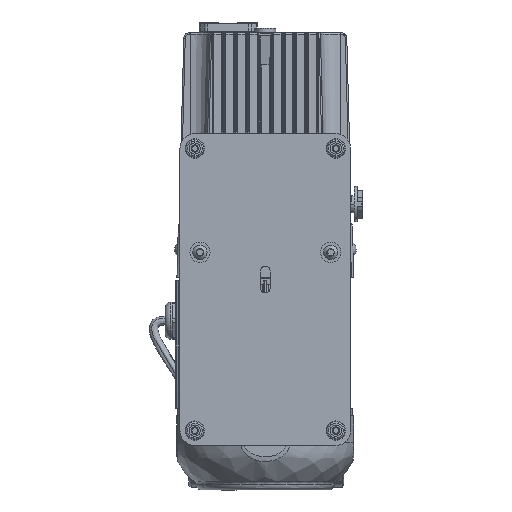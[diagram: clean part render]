
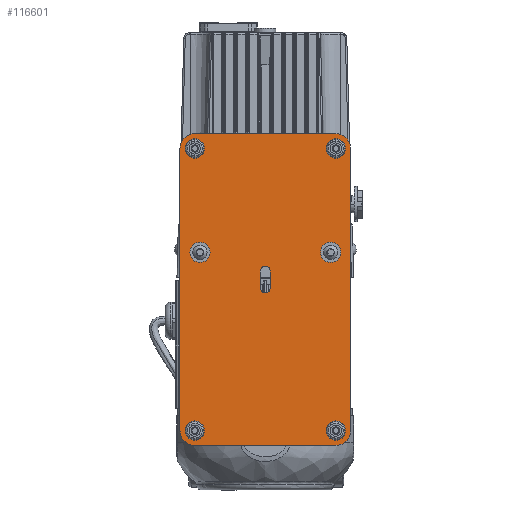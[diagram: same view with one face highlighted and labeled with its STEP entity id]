
A CAD part, front view. The second image highlights one B-rep face of the part: STEP entity #116601.
In plain terms, the highlighted planar face has unit normal (0, -1, 0).
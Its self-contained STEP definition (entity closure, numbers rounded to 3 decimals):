
#115739=CARTESIAN_POINT('',(50.8,-67.,-32.5));
#115740=VERTEX_POINT('',#115739);
#115741=CARTESIAN_POINT('',(44.0,-67.0,-32.5));
#115742=DIRECTION('',(0.0,1.0,0.0));
#115743=DIRECTION('',(1.0,0.0,0.0));
#115744=AXIS2_PLACEMENT_3D('',#115741,#115742,#115743);
#115745=CIRCLE('',#115744,6.8);
#115746=EDGE_CURVE('',#115740,#115740,#115745,.T.);
#116083=CARTESIAN_POINT('',(-37.2,-67.,-32.5));
#116084=VERTEX_POINT('',#116083);
#116085=CARTESIAN_POINT('',(-44.0,-67.0,-32.5));
#116086=DIRECTION('',(0.0,1.0,0.0));
#116087=DIRECTION('',(1.0,0.0,0.0));
#116088=AXIS2_PLACEMENT_3D('',#116085,#116086,#116087);
#116089=CIRCLE('',#116088,6.8);
#116090=EDGE_CURVE('',#116084,#116084,#116089,.T.);
#116284=CARTESIAN_POINT('',(47.5,-67.,-146.0));
#116285=VERTEX_POINT('',#116284);
#116286=CARTESIAN_POINT('',(47.5,-67.0,-152.5));
#116287=DIRECTION('',(0.0,1.0,0.0));
#116288=DIRECTION('',(0.0,0.0,1.0));
#116289=AXIS2_PLACEMENT_3D('',#116286,#116287,#116288);
#116290=CIRCLE('',#116289,6.5);
#116291=EDGE_CURVE('',#116285,#116285,#116290,.T.);
#116448=CARTESIAN_POINT('',(0.,-67.0,-57.5));
#116449=DIRECTION('',(0.0,1.0,0.0));
#116450=DIRECTION('',(-1.0,0.0,0.0));
#116451=AXIS2_PLACEMENT_3D('',#116448,#116449,#116450);
#116452=PLANE('',#116451);
#116453=CARTESIAN_POINT('',(57.5,-67.0,-152.5));
#116454=VERTEX_POINT('',#116453);
#116455=CARTESIAN_POINT('',(47.5,-67.0,-162.5));
#116456=VERTEX_POINT('',#116455);
#116457=CARTESIAN_POINT('',(47.5,-67.0,-152.5));
#116458=DIRECTION('',(0.0,1.0,0.0));
#116459=DIRECTION('',(1.0,0.0,0.0));
#116460=AXIS2_PLACEMENT_3D('',#116457,#116458,#116459);
#116461=CIRCLE('',#116460,10.0);
#116462=EDGE_CURVE('',#116454,#116456,#116461,.T.);
#116463=ORIENTED_EDGE('',*,*,#116462,.F.);
#116464=CARTESIAN_POINT('',(57.5,-67.0,37.5));
#116465=VERTEX_POINT('',#116464);
#116466=CARTESIAN_POINT('',(57.5,-67.0,37.5));
#116467=DIRECTION('',(0.0,0.0,-1.0));
#116468=VECTOR('',#116467,190.0);
#116469=LINE('',#116466,#116468);
#116470=EDGE_CURVE('',#116465,#116454,#116469,.T.);
#116471=ORIENTED_EDGE('',*,*,#116470,.F.);
#116472=CARTESIAN_POINT('',(47.5,-67.0,47.5));
#116473=VERTEX_POINT('',#116472);
#116474=CARTESIAN_POINT('',(47.5,-67.0,37.5));
#116475=DIRECTION('',(0.0,1.0,0.0));
#116476=DIRECTION('',(0.0,0.0,1.0));
#116477=AXIS2_PLACEMENT_3D('',#116474,#116475,#116476);
#116478=CIRCLE('',#116477,10.);
#116479=EDGE_CURVE('',#116473,#116465,#116478,.T.);
#116480=ORIENTED_EDGE('',*,*,#116479,.F.);
#116481=CARTESIAN_POINT('',(-47.5,-67.0,47.5));
#116482=VERTEX_POINT('',#116481);
#116483=CARTESIAN_POINT('',(-47.5,-67.0,47.5));
#116484=DIRECTION('',(1.0,0.0,0.0));
#116485=VECTOR('',#116484,95.0);
#116486=LINE('',#116483,#116485);
#116487=EDGE_CURVE('',#116482,#116473,#116486,.T.);
#116488=ORIENTED_EDGE('',*,*,#116487,.F.);
#116489=CARTESIAN_POINT('',(-57.5,-67.0,37.5));
#116490=VERTEX_POINT('',#116489);
#116491=CARTESIAN_POINT('',(-47.5,-67.0,37.5));
#116492=DIRECTION('',(0.0,1.0,0.0));
#116493=DIRECTION('',(-1.0,0.0,0.0));
#116494=AXIS2_PLACEMENT_3D('',#116491,#116492,#116493);
#116495=CIRCLE('',#116494,10.);
#116496=EDGE_CURVE('',#116490,#116482,#116495,.T.);
#116497=ORIENTED_EDGE('',*,*,#116496,.F.);
#116498=CARTESIAN_POINT('',(-57.5,-67.0,-152.5));
#116499=VERTEX_POINT('',#116498);
#116500=CARTESIAN_POINT('',(-57.5,-67.0,-152.5));
#116501=DIRECTION('',(0.0,0.0,1.0));
#116502=VECTOR('',#116501,190.0);
#116503=LINE('',#116500,#116502);
#116504=EDGE_CURVE('',#116499,#116490,#116503,.T.);
#116505=ORIENTED_EDGE('',*,*,#116504,.F.);
#116506=CARTESIAN_POINT('',(-47.5,-67.0,-162.5));
#116507=VERTEX_POINT('',#116506);
#116508=CARTESIAN_POINT('',(-47.5,-67.0,-152.5));
#116509=DIRECTION('',(0.0,1.0,0.0));
#116510=DIRECTION('',(0.0,0.0,-1.0));
#116511=AXIS2_PLACEMENT_3D('',#116508,#116509,#116510);
#116512=CIRCLE('',#116511,10.0);
#116513=EDGE_CURVE('',#116507,#116499,#116512,.T.);
#116514=ORIENTED_EDGE('',*,*,#116513,.F.);
#116515=CARTESIAN_POINT('',(47.5,-67.0,-162.5));
#116516=DIRECTION('',(-1.0,0.0,0.0));
#116517=VECTOR('',#116516,95.);
#116518=LINE('',#116515,#116517);
#116519=EDGE_CURVE('',#116456,#116507,#116518,.T.);
#116520=ORIENTED_EDGE('',*,*,#116519,.F.);
#116521=EDGE_LOOP('',(#116463,#116471,#116480,#116488,#116497,#116505,#116514,#116520));
#116522=FACE_OUTER_BOUND('',#116521,.T.);
#116523=ORIENTED_EDGE('',*,*,#115746,.T.);
#116524=EDGE_LOOP('',(#116523));
#116525=FACE_BOUND('',#116524,.T.);
#116526=ORIENTED_EDGE('',*,*,#116090,.T.);
#116527=EDGE_LOOP('',(#116526));
#116528=FACE_BOUND('',#116527,.T.);
#116529=CARTESIAN_POINT('',(47.5,-67.,44.0));
#116530=VERTEX_POINT('',#116529);
#116531=CARTESIAN_POINT('',(47.5,-67.0,37.5));
#116532=DIRECTION('',(0.0,1.0,0.0));
#116533=DIRECTION('',(0.0,0.0,1.0));
#116534=AXIS2_PLACEMENT_3D('',#116531,#116532,#116533);
#116535=CIRCLE('',#116534,6.5);
#116536=EDGE_CURVE('',#116530,#116530,#116535,.T.);
#116537=ORIENTED_EDGE('',*,*,#116536,.T.);
#116538=EDGE_LOOP('',(#116537));
#116539=FACE_BOUND('',#116538,.T.);
#116540=CARTESIAN_POINT('',(-47.5,-67.,-146.0));
#116541=VERTEX_POINT('',#116540);
#116542=CARTESIAN_POINT('',(-47.5,-67.0,-152.5));
#116543=DIRECTION('',(0.0,1.0,0.0));
#116544=DIRECTION('',(0.0,0.0,1.0));
#116545=AXIS2_PLACEMENT_3D('',#116542,#116543,#116544);
#116546=CIRCLE('',#116545,6.5);
#116547=EDGE_CURVE('',#116541,#116541,#116546,.T.);
#116548=ORIENTED_EDGE('',*,*,#116547,.T.);
#116549=EDGE_LOOP('',(#116548));
#116550=FACE_BOUND('',#116549,.T.);
#116551=CARTESIAN_POINT('',(3.3,-67.0,-56.5));
#116552=VERTEX_POINT('',#116551);
#116553=CARTESIAN_POINT('',(-3.3,-67.0,-56.5));
#116554=VERTEX_POINT('',#116553);
#116555=CARTESIAN_POINT('',(0.,-67.0,-56.5));
#116556=DIRECTION('',(0.0,1.0,0.0));
#116557=DIRECTION('',(0.0,0.0,1.0));
#116558=AXIS2_PLACEMENT_3D('',#116555,#116556,#116557);
#116559=CIRCLE('',#116558,3.3);
#116560=EDGE_CURVE('',#116552,#116554,#116559,.T.);
#116561=ORIENTED_EDGE('',*,*,#116560,.T.);
#116562=CARTESIAN_POINT('',(-3.3,-67.0,-45.0));
#116563=VERTEX_POINT('',#116562);
#116564=CARTESIAN_POINT('',(-3.3,-67.0,-56.5));
#116565=DIRECTION('',(0.0,0.0,1.0));
#116566=VECTOR('',#116565,11.5);
#116567=LINE('',#116564,#116566);
#116568=EDGE_CURVE('',#116554,#116563,#116567,.T.);
#116569=ORIENTED_EDGE('',*,*,#116568,.T.);
#116570=CARTESIAN_POINT('',(3.3,-67.0,-45.0));
#116571=VERTEX_POINT('',#116570);
#116572=CARTESIAN_POINT('',(0.,-67.0,-45.0));
#116573=DIRECTION('',(0.0,1.0,0.0));
#116574=DIRECTION('',(0.0,0.0,1.0));
#116575=AXIS2_PLACEMENT_3D('',#116572,#116573,#116574);
#116576=CIRCLE('',#116575,3.3);
#116577=EDGE_CURVE('',#116563,#116571,#116576,.T.);
#116578=ORIENTED_EDGE('',*,*,#116577,.T.);
#116579=CARTESIAN_POINT('',(3.3,-67.0,-45.0));
#116580=DIRECTION('',(0.0,0.0,-1.0));
#116581=VECTOR('',#116580,11.5);
#116582=LINE('',#116579,#116581);
#116583=EDGE_CURVE('',#116571,#116552,#116582,.T.);
#116584=ORIENTED_EDGE('',*,*,#116583,.T.);
#116585=EDGE_LOOP('',(#116561,#116569,#116578,#116584));
#116586=FACE_BOUND('',#116585,.T.);
#116587=CARTESIAN_POINT('',(-47.5,-67.,44.));
#116588=VERTEX_POINT('',#116587);
#116589=CARTESIAN_POINT('',(-47.5,-67.0,37.5));
#116590=DIRECTION('',(0.0,1.0,0.0));
#116591=DIRECTION('',(0.0,0.0,1.0));
#116592=AXIS2_PLACEMENT_3D('',#116589,#116590,#116591);
#116593=CIRCLE('',#116592,6.5);
#116594=EDGE_CURVE('',#116588,#116588,#116593,.T.);
#116595=ORIENTED_EDGE('',*,*,#116594,.T.);
#116596=EDGE_LOOP('',(#116595));
#116597=FACE_BOUND('',#116596,.T.);
#116598=ORIENTED_EDGE('',*,*,#116291,.T.);
#116599=EDGE_LOOP('',(#116598));
#116600=FACE_BOUND('',#116599,.T.);
#116601=ADVANCED_FACE('',(#116522,#116525,#116528,#116539,#116550,#116586,#116597,#116600),#116452,.F.);
